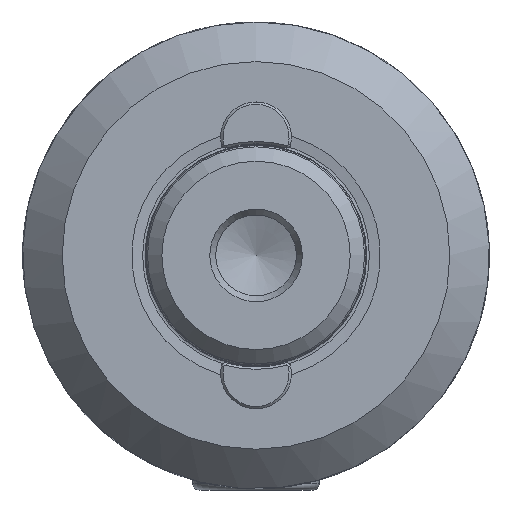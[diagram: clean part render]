
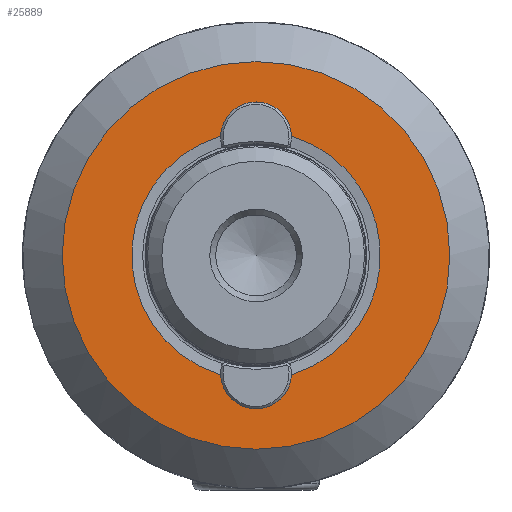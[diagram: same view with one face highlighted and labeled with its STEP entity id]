
A CAD part, left-side view. The second image highlights one B-rep face of the part: STEP entity #25889.
In plain terms, the highlighted planar face has unit normal (-1, 0, 0).
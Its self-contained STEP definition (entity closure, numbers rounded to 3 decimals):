
#1017 = DIRECTION ( 'NONE',  ( -1., 0., 0. ) ) ;
#1121 = EDGE_LOOP ( 'NONE', ( #32161, #27791, #4888, #30797 ) ) ;
#1228 = CARTESIAN_POINT ( 'NONE',  ( -76., 2.118, -15.572 ) ) ;
#1457 = ORIENTED_EDGE ( 'NONE', *, *, #15052, .T. ) ;
#2864 = DIRECTION ( 'NONE',  ( -1., 0., 0. ) ) ;
#3926 = DIRECTION ( 'NONE',  ( 0., 0., -1. ) ) ;
#4090 = FACE_OUTER_BOUND ( 'NONE', #32244, .T. ) ;
#4395 = DIRECTION ( 'NONE',  ( -1., 0., 0. ) ) ;
#4423 = AXIS2_PLACEMENT_3D ( 'NONE', #27534, #2864, #25737 ) ;
#4888 = ORIENTED_EDGE ( 'NONE', *, *, #21275, .F. ) ;
#5087 = CIRCLE ( 'NONE', #5109, 2.5 ) ;
#5109 = AXIS2_PLACEMENT_3D ( 'NONE', #18935, #1017, #31685 ) ;
#5728 = VERTEX_POINT ( 'NONE', #24947 ) ;
#6384 = AXIS2_PLACEMENT_3D ( 'NONE', #14637, #29765, #19587 ) ;
#7091 = DIRECTION ( 'NONE',  ( 0., 0., 1. ) ) ;
#8387 = EDGE_CURVE ( 'NONE', #18831, #30322, #26709, .T. ) ;
#8810 = DIRECTION ( 'NONE',  ( 1., 0., 0. ) ) ;
#8866 = FACE_BOUND ( 'NONE', #1121, .T. ) ;
#10927 = CIRCLE ( 'NONE', #4423, 15.715 ) ;
#13807 = EDGE_CURVE ( 'NONE', #30873, #18831, #14751, .T. ) ;
#14166 = AXIS2_PLACEMENT_3D ( 'NONE', #19726, #4395, #7091 ) ;
#14637 = CARTESIAN_POINT ( 'NONE',  ( -76., 0., 0. ) ) ;
#14751 = CIRCLE ( 'NONE', #14166, 2.5 ) ;
#15006 = DIRECTION ( 'NONE',  ( -1., 0., 0. ) ) ;
#15052 = EDGE_CURVE ( 'NONE', #5728, #5728, #26304, .T. ) ;
#16039 = AXIS2_PLACEMENT_3D ( 'NONE', #24079, #8810, #3926 ) ;
#16161 = VERTEX_POINT ( 'NONE', #30471 ) ;
#18675 = EDGE_CURVE ( 'NONE', #16161, #30873, #10927, .T. ) ;
#18831 = VERTEX_POINT ( 'NONE', #21016 ) ;
#18935 = CARTESIAN_POINT ( 'NONE',  ( -76., 0., 16.9 ) ) ;
#19587 = DIRECTION ( 'NONE',  ( 0., 0., 1. ) ) ;
#19726 = CARTESIAN_POINT ( 'NONE',  ( -76., 0., -16.9 ) ) ;
#21016 = CARTESIAN_POINT ( 'NONE',  ( -76., -2.118, -15.572 ) ) ;
#21275 = EDGE_CURVE ( 'NONE', #30322, #16161, #5087, .T. ) ;
#24079 = CARTESIAN_POINT ( 'NONE',  ( -76., 15.715, 0. ) ) ;
#24089 = AXIS2_PLACEMENT_3D ( 'NONE', #30451, #15006, #30669 ) ;
#24947 = CARTESIAN_POINT ( 'NONE',  ( -76., 0., 24.5 ) ) ;
#25099 = CARTESIAN_POINT ( 'NONE',  ( -76., -2.118, 15.572 ) ) ;
#25737 = DIRECTION ( 'NONE',  ( 0., 0., 1. ) ) ;
#25889 = ADVANCED_FACE ( 'NONE', ( #4090, #8866 ), #31697, .F. ) ;
#26304 = CIRCLE ( 'NONE', #6384, 24.5 ) ;
#26709 = CIRCLE ( 'NONE', #24089, 15.715 ) ;
#27534 = CARTESIAN_POINT ( 'NONE',  ( -76., 0., 0. ) ) ;
#27791 = ORIENTED_EDGE ( 'NONE', *, *, #18675, .F. ) ;
#29765 = DIRECTION ( 'NONE',  ( -1., 0., 0. ) ) ;
#30322 = VERTEX_POINT ( 'NONE', #25099 ) ;
#30451 = CARTESIAN_POINT ( 'NONE',  ( -76., 0., 0. ) ) ;
#30471 = CARTESIAN_POINT ( 'NONE',  ( -76., 2.118, 15.572 ) ) ;
#30669 = DIRECTION ( 'NONE',  ( 0., 0., 1. ) ) ;
#30797 = ORIENTED_EDGE ( 'NONE', *, *, #8387, .F. ) ;
#30873 = VERTEX_POINT ( 'NONE', #1228 ) ;
#31685 = DIRECTION ( 'NONE',  ( 0., 0., 1. ) ) ;
#31697 = PLANE ( 'NONE',  #16039 ) ;
#32161 = ORIENTED_EDGE ( 'NONE', *, *, #13807, .F. ) ;
#32244 = EDGE_LOOP ( 'NONE', ( #1457 ) ) ;
